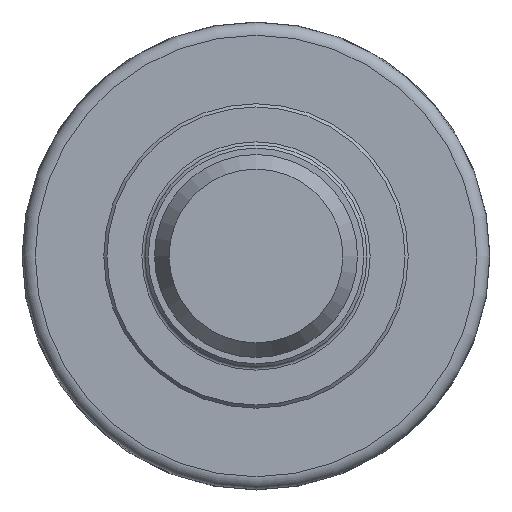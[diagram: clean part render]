
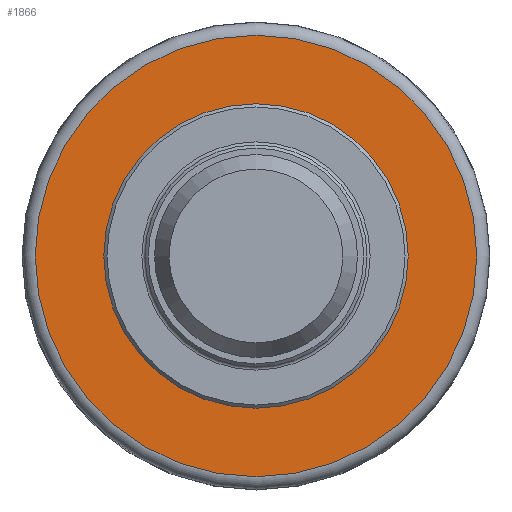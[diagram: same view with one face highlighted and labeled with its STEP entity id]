
A CAD part, left-side view. The second image highlights one B-rep face of the part: STEP entity #1866.
In plain terms, the highlighted planar face has unit normal (-1, 0, 0).
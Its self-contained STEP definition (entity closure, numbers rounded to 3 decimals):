
#56=FACE_BOUND('',#290,.T.);
#96=PLANE('',#2055);
#181=FACE_OUTER_BOUND('',#289,.T.);
#289=EDGE_LOOP('',(#1490,#1491));
#290=EDGE_LOOP('',(#1492));
#659=CIRCLE('',#2050,24.);
#663=CIRCLE('',#2056,34.809);
#664=CIRCLE('',#2057,34.809);
#844=VERTEX_POINT('',#3172);
#848=VERTEX_POINT('',#3183);
#849=VERTEX_POINT('',#3184);
#1079=EDGE_CURVE('',#844,#844,#659,.T.);
#1084=EDGE_CURVE('',#848,#849,#663,.T.);
#1085=EDGE_CURVE('',#849,#848,#664,.T.);
#1490=ORIENTED_EDGE('',*,*,#1084,.F.);
#1491=ORIENTED_EDGE('',*,*,#1085,.F.);
#1492=ORIENTED_EDGE('',*,*,#1079,.T.);
#1866=ADVANCED_FACE('',(#181,#56),#96,.T.);
#2050=AXIS2_PLACEMENT_3D('',#3173,#2479,#2480);
#2055=AXIS2_PLACEMENT_3D('',#3182,#2490,#2491);
#2056=AXIS2_PLACEMENT_3D('',#3185,#2492,#2493);
#2057=AXIS2_PLACEMENT_3D('',#3186,#2494,#2495);
#2479=DIRECTION('center_axis',(1.,0.,0.));
#2480=DIRECTION('ref_axis',(0.,1.,0.));
#2490=DIRECTION('center_axis',(-1.,0.,0.));
#2491=DIRECTION('ref_axis',(0.,0.,
-1.));
#2492=DIRECTION('center_axis',(1.,0.,0.));
#2493=DIRECTION('ref_axis',(0.,1.,0.));
#2494=DIRECTION('center_axis',(1.,0.,0.));
#2495=DIRECTION('ref_axis',(0.,1.,0.));
#3172=CARTESIAN_POINT('',(18.5,-24.,0.));
#3173=CARTESIAN_POINT('Origin',(18.5,0.,0.));
#3182=CARTESIAN_POINT('Origin',(18.5,-31.984,0.));
#3183=CARTESIAN_POINT('',(18.5,-34.809,0.));
#3184=CARTESIAN_POINT('',(18.5,0.,-34.809));
#3185=CARTESIAN_POINT('Origin',(18.5,0.,0.));
#3186=CARTESIAN_POINT('Origin',(18.5,0.,0.));
